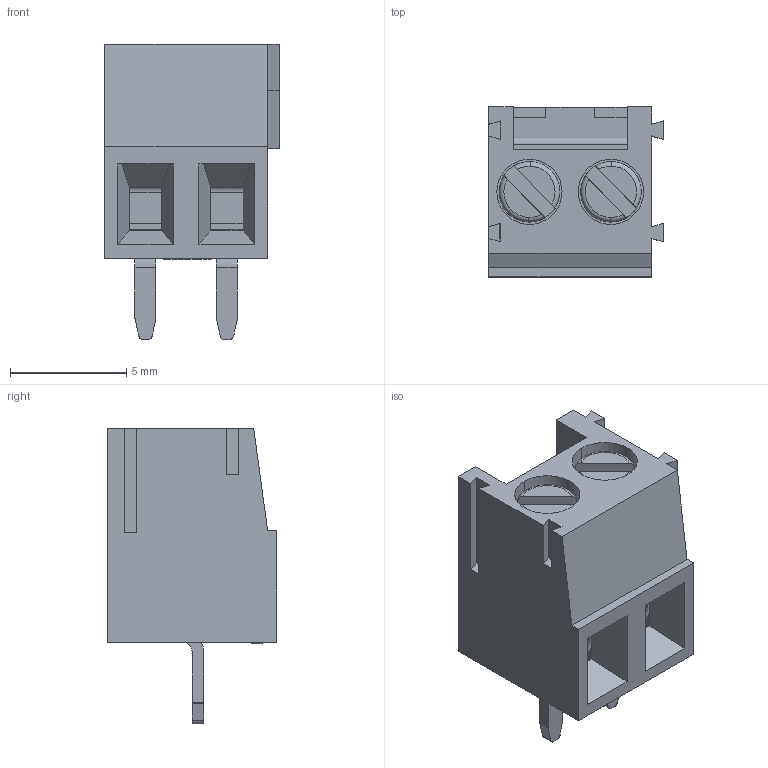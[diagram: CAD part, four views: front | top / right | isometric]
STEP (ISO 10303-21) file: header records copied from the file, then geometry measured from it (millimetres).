
FILE_DESCRIPTION(('STEP AP214'),'1');
FILE_NAME('CONN-TH_XY302V-3.5-2P.stp','2021-08-18T18:54:59',(' '),(' '),'Spatial InterOp 3D',' ',' ');
FILE_SCHEMA(('AUTOMOTIVE_DESIGN { 1 0 10303 214 1 1 1 1 }'));
Length unit declared in the file: millimetre
Products named in the file (1): PRT0001
Bounding box: 7.5 x 7.3 x 12.7 mm (x, y, z)
Volume: 252.1 mm3; surface area: 939.6 mm2
Topology: 5 solids, 5 shells, 325 faces, 936 edges, 622 vertices
Faces by surface type: plane 256, cylinder 61, torus 8
Entity records: 13274 total; most frequent: CARTESIAN_POINT 1933, ORIENTED_EDGE 1872, DIRECTION 1736, EDGE_CURVE 936, LINE 774, VECTOR 774, VERTEX_POINT 622, AXIS2_PLACEMENT_3D 481
